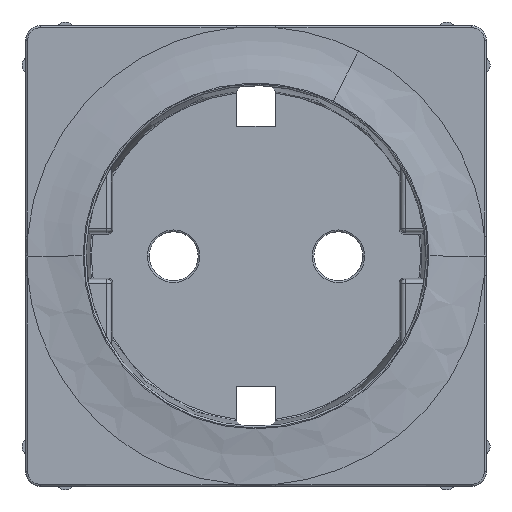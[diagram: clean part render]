
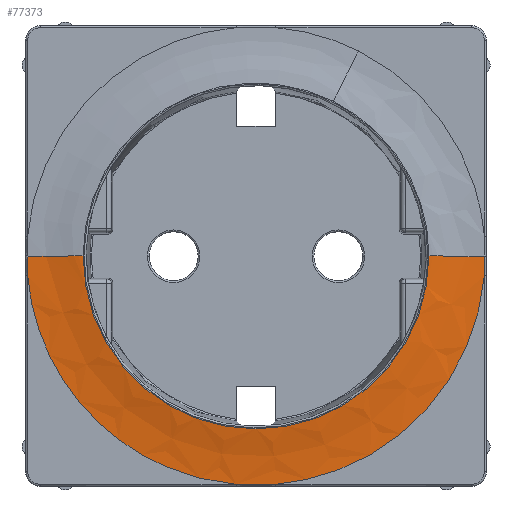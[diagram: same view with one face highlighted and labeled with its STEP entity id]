
A CAD part, top view. The second image highlights one B-rep face of the part: STEP entity #77373.
In plain terms, the highlighted free-form (B-spline) face has degree [5, 4] with [12, 5] control points.
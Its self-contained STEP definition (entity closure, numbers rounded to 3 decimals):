
#76467=AXIS2_PLACEMENT_3D('Circle Axis2P3D',#76465,#76466,$) ;
#76455=CARTESIAN_POINT('Vertex',(19.95,0.,11.8)) ;
#76462=CARTESIAN_POINT('Vertex',(-19.95,0.,11.8)) ;
#76465=CARTESIAN_POINT('Axis2P3D Location',(0.,0.,11.8)) ;
#77235=CARTESIAN_POINT('Control Point',(-26.45,0.,11.)) ;
#77236=CARTESIAN_POINT('Control Point',(-24.814,-0.066,11.)) ;
#77237=CARTESIAN_POINT('Control Point',(-23.205,-0.13,11.)) ;
#77238=CARTESIAN_POINT('Control Point',(-21.586,0.066,11.8)) ;
#77239=CARTESIAN_POINT('Control Point',(-19.95,0.,11.8)) ;
#77240=CARTESIAN_POINT('Control Point',(-26.45,-6.029,11.)) ;
#77241=CARTESIAN_POINT('Control Point',(-24.798,-5.696,11.)) ;
#77242=CARTESIAN_POINT('Control Point',(-23.172,-5.37,11.)) ;
#77243=CARTESIAN_POINT('Control Point',(-21.602,-4.88,11.8)) ;
#77244=CARTESIAN_POINT('Control Point',(-19.95,-4.547,11.8)) ;
#77245=CARTESIAN_POINT('Control Point',(-24.732,-12.058,11.)) ;
#77246=CARTESIAN_POINT('Control Point',(-23.186,-11.326,11.)) ;
#77247=CARTESIAN_POINT('Control Point',(-21.662,-10.605,11.)) ;
#77248=CARTESIAN_POINT('Control Point',(-20.201,-9.826,11.8)) ;
#77249=CARTESIAN_POINT('Control Point',(-18.654,-9.095,11.8)) ;
#77250=CARTESIAN_POINT('Control Point',(-21.298,-17.415,11.)) ;
#77251=CARTESIAN_POINT('Control Point',(-19.974,-16.342,11.)) ;
#77252=CARTESIAN_POINT('Control Point',(-18.671,-15.285,11.)) ;
#77253=CARTESIAN_POINT('Control Point',(-17.388,-14.208,11.8)) ;
#77254=CARTESIAN_POINT('Control Point',(-16.064,-13.135,11.8)) ;
#77255=CARTESIAN_POINT('Control Point',(-12.194,-25.234,11.)) ;
#77256=CARTESIAN_POINT('Control Point',(-11.436,-23.671,11.)) ;
#77257=CARTESIAN_POINT('Control Point',(-10.69,-22.13,11.)) ;
#77258=CARTESIAN_POINT('Control Point',(-9.954,-20.597,11.8)) ;
#77259=CARTESIAN_POINT('Control Point',(-9.197,-19.033,11.8)) ;
#77260=CARTESIAN_POINT('Control Point',(-0.45,-27.336,11.)) ;
#77261=CARTESIAN_POINT('Control Point',(-0.433,-25.641,11.)) ;
#77262=CARTESIAN_POINT('Control Point',(-0.417,-23.972,11.)) ;
#77263=CARTESIAN_POINT('Control Point',(-0.356,-22.313,11.8)) ;
#77264=CARTESIAN_POINT('Control Point',(-0.339,-20.618,11.8)) ;
#77265=CARTESIAN_POINT('Control Point',(5.313,-26.821,11.)) ;
#77266=CARTESIAN_POINT('Control Point',(4.962,-25.159,11.)) ;
#77267=CARTESIAN_POINT('Control Point',(4.616,-23.522,11.)) ;
#77268=CARTESIAN_POINT('Control Point',(4.359,-21.892,11.8)) ;
#77269=CARTESIAN_POINT('Control Point',(4.008,-20.23,11.8)) ;
#77270=CARTESIAN_POINT('Control Point',(15.591,-22.994,11.)) ;
#77271=CARTESIAN_POINT('Control Point',(14.57,-21.596,11.)) ;
#77272=CARTESIAN_POINT('Control Point',(13.564,-20.221,11.)) ;
#77273=CARTESIAN_POINT('Control Point',(12.781,-18.741,11.8)) ;
#77274=CARTESIAN_POINT('Control Point',(11.76,-17.343,11.8)) ;
#77275=CARTESIAN_POINT('Control Point',(22.812,-14.812,11.)) ;
#77276=CARTESIAN_POINT('Control Point',(21.336,-13.985,11.)) ;
#77277=CARTESIAN_POINT('Control Point',(19.889,-13.174,11.)) ;
#77278=CARTESIAN_POINT('Control Point',(18.681,-11.999,11.8)) ;
#77279=CARTESIAN_POINT('Control Point',(17.206,-11.172,11.8)) ;
#77280=CARTESIAN_POINT('Control Point',(25.238,-10.129,11.)) ;
#77281=CARTESIAN_POINT('Control Point',(23.628,-9.626,11.)) ;
#77282=CARTESIAN_POINT('Control Point',(22.053,-9.134,11.)) ;
#77283=CARTESIAN_POINT('Control Point',(20.645,-8.143,11.8)) ;
#77284=CARTESIAN_POINT('Control Point',(19.036,-7.64,11.8)) ;
#77285=CARTESIAN_POINT('Control Point',(26.45,-5.064,11.)) ;
#77286=CARTESIAN_POINT('Control Point',(24.794,-4.886,11.)) ;
#77287=CARTESIAN_POINT('Control Point',(23.174,-4.712,11.)) ;
#77288=CARTESIAN_POINT('Control Point',(21.606,-3.998,11.8)) ;
#77289=CARTESIAN_POINT('Control Point',(19.95,-3.82,11.8)) ;
#77290=CARTESIAN_POINT('Control Point',(26.45,0.,11.)) ;
#77291=CARTESIAN_POINT('Control Point',(24.818,-0.127,11.)) ;
#77292=CARTESIAN_POINT('Control Point',(23.22,-0.251,11.)) ;
#77293=CARTESIAN_POINT('Control Point',(21.582,0.127,11.8)) ;
#77294=CARTESIAN_POINT('Control Point',(19.95,0.,11.8)) ;
#77296=CARTESIAN_POINT('Control Point',(-2.292,-26.351,11.)) ;
#77297=CARTESIAN_POINT('Control Point',(-4.114,-26.192,11.)) ;
#77298=CARTESIAN_POINT('Control Point',(-5.922,-25.876,11.)) ;
#77299=CARTESIAN_POINT('Control Point',(-7.698,-25.404,11.)) ;
#77300=CARTESIAN_POINT('Control Point',(-14.675,-22.887,11.)) ;
#77301=CARTESIAN_POINT('Control Point',(-20.571,-18.027,11.)) ;
#77302=CARTESIAN_POINT('Control Point',(-23.926,-13.259,11.)) ;
#77303=CARTESIAN_POINT('Control Point',(-25.868,-7.84,11.)) ;
#77304=CARTESIAN_POINT('Control Point',(-26.351,-2.291,11.)) ;
#77305=CARTESIAN_POINT('Vertex',(-2.292,-26.35,11.)) ;
#77307=CARTESIAN_POINT('Vertex',(-26.351,-2.291,11.)) ;
#77311=CARTESIAN_POINT('Control Point',(2.291,-26.351,11.)) ;
#77312=CARTESIAN_POINT('Control Point',(0.762,-26.351,11.)) ;
#77313=CARTESIAN_POINT('Control Point',(-0.764,-26.351,11.)) ;
#77314=CARTESIAN_POINT('Control Point',(-2.292,-26.351,11.)) ;
#77315=CARTESIAN_POINT('Vertex',(2.291,-26.351,11.)) ;
#77319=CARTESIAN_POINT('Control Point',(26.351,-2.291,11.)) ;
#77320=CARTESIAN_POINT('Control Point',(25.952,-6.88,11.)) ;
#77321=CARTESIAN_POINT('Control Point',(24.553,-11.383,11.)) ;
#77322=CARTESIAN_POINT('Control Point',(22.18,-15.514,11.)) ;
#77323=CARTESIAN_POINT('Control Point',(17.052,-21.088,11.)) ;
#77324=CARTESIAN_POINT('Control Point',(10.437,-24.544,11.)) ;
#77325=CARTESIAN_POINT('Control Point',(7.795,-25.506,11.)) ;
#77326=CARTESIAN_POINT('Control Point',(5.058,-26.11,11.)) ;
#77327=CARTESIAN_POINT('Control Point',(2.291,-26.351,11.)) ;
#77328=CARTESIAN_POINT('Vertex',(26.351,-2.291,11.)) ;
#77332=CARTESIAN_POINT('Control Point',(26.351,-0.008,11.)) ;
#77333=CARTESIAN_POINT('Control Point',(26.351,-0.77,11.)) ;
#77334=CARTESIAN_POINT('Control Point',(26.351,-1.531,11.)) ;
#77335=CARTESIAN_POINT('Control Point',(26.351,-2.291,11.)) ;
#77336=CARTESIAN_POINT('Vertex',(26.351,-0.008,11.)) ;
#77340=CARTESIAN_POINT('Control Point',(26.351,-0.008,11.)) ;
#77341=CARTESIAN_POINT('Control Point',(25.066,-0.107,11.)) ;
#77342=CARTESIAN_POINT('Control Point',(23.8,-0.197,11.015)) ;
#77343=CARTESIAN_POINT('Control Point',(22.525,-0.094,11.335)) ;
#77344=CARTESIAN_POINT('Control Point',(21.236,0.1,11.8)) ;
#77345=CARTESIAN_POINT('Control Point',(19.95,0.,11.8)) ;
#77348=CARTESIAN_POINT('Control Point',(-26.351,-0.004,11.)) ;
#77349=CARTESIAN_POINT('Control Point',(-25.063,-0.056,11.)) ;
#77350=CARTESIAN_POINT('Control Point',(-23.79,-0.102,11.015)) ;
#77351=CARTESIAN_POINT('Control Point',(-22.518,-0.049,11.334)) ;
#77352=CARTESIAN_POINT('Control Point',(-21.239,0.052,11.8)) ;
#77353=CARTESIAN_POINT('Control Point',(-19.95,0.,11.8)) ;
#77354=CARTESIAN_POINT('Vertex',(-26.351,-0.004,11.)) ;
#77358=CARTESIAN_POINT('Control Point',(-26.351,-2.291,11.)) ;
#77359=CARTESIAN_POINT('Control Point',(-26.351,-1.529,11.)) ;
#77360=CARTESIAN_POINT('Control Point',(-26.351,-0.767,11.)) ;
#77361=CARTESIAN_POINT('Control Point',(-26.351,-0.004,11.)) ;
#76466=DIRECTION('Axis2P3D Direction',(0.,0.,-1.)) ;
#77364=ORIENTED_EDGE('',*,*,#77309,.F.) ;
#77365=ORIENTED_EDGE('',*,*,#77317,.T.) ;
#77366=ORIENTED_EDGE('',*,*,#77330,.F.) ;
#77367=ORIENTED_EDGE('',*,*,#77338,.T.) ;
#77368=ORIENTED_EDGE('',*,*,#77346,.T.) ;
#77369=ORIENTED_EDGE('',*,*,#76469,.T.) ;
#77370=ORIENTED_EDGE('',*,*,#77356,.F.) ;
#77371=ORIENTED_EDGE('',*,*,#77362,.T.) ;
#77373=ADVANCED_FACE('PartBody',(#77372),#77234,.T.) ;
#77295=B_SPLINE_CURVE_WITH_KNOTS('',5,(#77296,#77297,#77298,#77299,#77300,#77301,#77302,#77303,#77304),.UNSPECIFIED.,.F.,.U.,(6,3,6),(2.021,10.078,34.577),.UNSPECIFIED.) ;
#77310=B_SPLINE_CURVE_WITH_KNOTS('',3,(#77311,#77312,#77313,#77314),.UNSPECIFIED.,.F.,.U.,(4,4),(42.335,48.45),.UNSPECIFIED.) ;
#77318=B_SPLINE_CURVE_WITH_KNOTS('',5,(#77319,#77320,#77321,#77322,#77323,#77324,#77325,#77326,#77327),.UNSPECIFIED.,.F.,.U.,(6,3,6),(-34.572,-14.257,-2.022),.UNSPECIFIED.) ;
#77331=B_SPLINE_CURVE_WITH_KNOTS('',3,(#77332,#77333,#77334,#77335),.UNSPECIFIED.,.F.,.U.,(4,4),(45.69,48.743),.UNSPECIFIED.) ;
#77339=B_SPLINE_CURVE_WITH_KNOTS('',5,(#77340,#77341,#77342,#77343,#77344,#77345),.UNSPECIFIED.,.F.,.U.,(6,6),(0.1,6.549),.UNSPECIFIED.) ;
#77347=B_SPLINE_CURVE_WITH_KNOTS('',5,(#77348,#77349,#77350,#77351,#77352,#77353),.UNSPECIFIED.,.F.,.U.,(6,6),(0.099,6.549),.UNSPECIFIED.) ;
#77357=B_SPLINE_CURVE_WITH_KNOTS('',3,(#77358,#77359,#77360,#77361),.UNSPECIFIED.,.F.,.U.,(4,4),(42.548,45.601),.UNSPECIFIED.) ;
#77234=B_SPLINE_SURFACE_WITH_KNOTS('',5,4,((#77235,#77236,#77237,#77238,#77239),(#77240,#77241,#77242,#77243,#77244),(#77245,#77246,#77247,#77248,#77249),(#77250,#77251,#77252,#77253,#77254),(#77255,#77256,#77257,#77258,#77259),(#77260,#77261,#77262,#77263,#77264),(#77265,#77266,#77267,#77268,#77269),(#77270,#77271,#77272,#77273,#77274),(#77275,#77276,#77277,#77278,#77279),(#77280,#77281,#77282,#77283,#77284),(#77285,#77286,#77287,#77288,#77289),(#77290,#77291,#77292,#77293,#77294)),.UNSPECIFIED.,.F.,.F.,.U.,(6,3,3,6),(5,5),(0.,26.518,50.852,73.191),(0.,6.549),.UNSPECIFIED.) ;
#76468=CIRCLE('generated circle',#76467,19.95) ;
#76469=EDGE_CURVE('',#76456,#76463,#76468,.T.) ;
#77309=EDGE_CURVE('',#77306,#77308,#77295,.T.) ;
#77317=EDGE_CURVE('',#77306,#77316,#77310,.F.) ;
#77330=EDGE_CURVE('',#77329,#77316,#77318,.T.) ;
#77338=EDGE_CURVE('',#77329,#77337,#77331,.F.) ;
#77346=EDGE_CURVE('',#77337,#76456,#77339,.T.) ;
#77356=EDGE_CURVE('',#77355,#76463,#77347,.T.) ;
#77362=EDGE_CURVE('',#77355,#77308,#77357,.F.) ;
#77363=EDGE_LOOP('',(#77364,#77365,#77366,#77367,#77368,#77369,#77370,#77371)) ;
#77372=FACE_OUTER_BOUND('',#77363,.T.) ;
#76456=VERTEX_POINT('',#76455) ;
#76463=VERTEX_POINT('',#76462) ;
#77306=VERTEX_POINT('',#77305) ;
#77308=VERTEX_POINT('',#77307) ;
#77316=VERTEX_POINT('',#77315) ;
#77329=VERTEX_POINT('',#77328) ;
#77337=VERTEX_POINT('',#77336) ;
#77355=VERTEX_POINT('',#77354) ;
